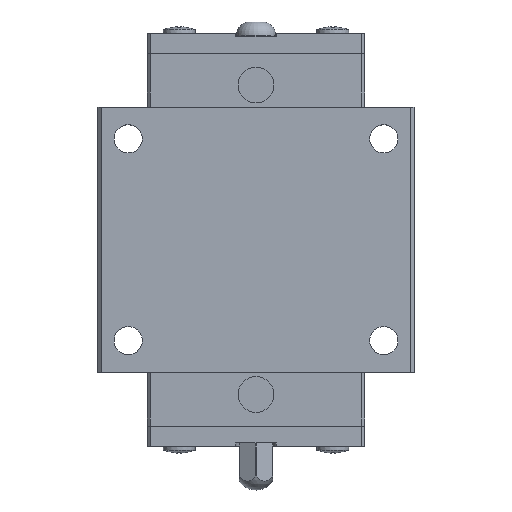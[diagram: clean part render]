
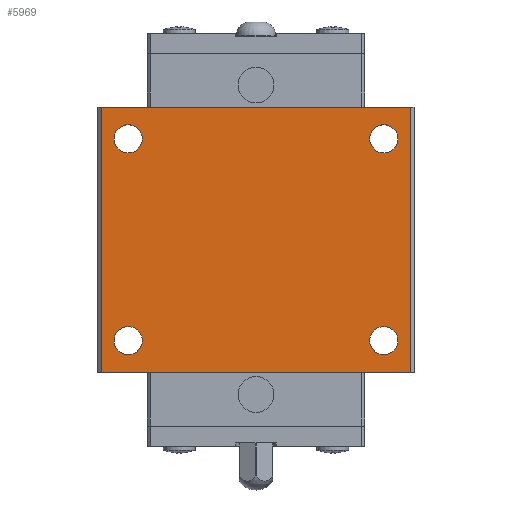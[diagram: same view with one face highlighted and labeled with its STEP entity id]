
A CAD part, top view. The second image highlights one B-rep face of the part: STEP entity #5969.
In plain terms, the highlighted planar face has unit normal (0, 0, 1).
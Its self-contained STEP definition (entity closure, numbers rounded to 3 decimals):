
#3583=VERTEX_POINT('',#10478);
#4859=VERTEX_POINT('',#11865);
#5073=EDGE_CURVE('',#5491,#6727,#12097,.T.);
#5197=VERTEX_POINT('',#12232);
#5485=VERTEX_POINT('',#12546);
#5491=VERTEX_POINT('',#12552);
#5641=EDGE_CURVE('',#5485,#5197,#12722,.T.);
#5969=ADVANCED_FACE('',(#13081,#13082,#13083,#13084,#13085),#13086,.T.);
#6011=VERTEX_POINT('',#13135);
#6043=EDGE_CURVE('',#8199,#6189,#13173,.T.);
#6155=EDGE_CURVE('',#6727,#5491,#13296,.T.);
#6189=VERTEX_POINT('',#13335);
#6299=VERTEX_POINT('',#13457);
#6727=VERTEX_POINT('',#13927);
#6813=EDGE_CURVE('',#7669,#3583,#14022,.T.);
#7305=EDGE_CURVE('',#6189,#4859,#14564,.T.);
#7519=EDGE_CURVE('',#3583,#7669,#14799,.T.);
#7569=EDGE_CURVE('',#5197,#5485,#14852,.T.);
#7669=VERTEX_POINT('',#14961);
#8191=EDGE_CURVE('',#6011,#6299,#15529,.T.);
#8199=VERTEX_POINT('',#15537);
#9373=VERTEX_POINT('',#16836);
#10031=EDGE_CURVE('',#6299,#6011,#17562,.T.);
#10067=EDGE_CURVE('',#8199,#9373,#17601,.T.);
#10211=EDGE_CURVE('',#4859,#9373,#17756,.T.);
#10478=CARTESIAN_POINT('',(21.1,45.7,24.0));
#11865=CARTESIAN_POINT('',(-23.0,11.0,24.0));
#12097=CIRCLE('',#20545,2.1);
#12232=CARTESIAN_POINT('',(16.9,15.7,24.0));
#12546=CARTESIAN_POINT('',(21.1,15.7,24.0));
#12552=CARTESIAN_POINT('',(-21.1,45.7,24.0));
#12722=CIRCLE('',#21451,2.1);
#13081=FACE_BOUND('',#21984,.T.);
#13082=FACE_BOUND('',#21985,.T.);
#13083=FACE_OUTER_BOUND('',#21986,.T.);
#13084=FACE_BOUND('',#21987,.T.);
#13085=FACE_BOUND('',#21988,.T.);
#13086=PLANE('',#21989);
#13135=CARTESIAN_POINT('',(-21.1,15.7,24.0));
#13173=LINE('',#22094,#22095);
#13296=CIRCLE('',#22275,2.1);
#13335=CARTESIAN_POINT('',(-23.0,50.4,24.0));
#13457=CARTESIAN_POINT('',(-16.9,15.7,24.0));
#13927=CARTESIAN_POINT('',(-16.9,45.7,24.0));
#14022=CIRCLE('',#23323,2.1);
#14564=LINE('',#24092,#24093);
#14799=CIRCLE('',#24439,2.1);
#14852=CIRCLE('',#24516,2.1);
#14961=CARTESIAN_POINT('',(16.9,45.7,24.0));
#15529=CIRCLE('',#25520,2.1);
#15537=CARTESIAN_POINT('',(23.0,50.4,24.0));
#16836=CARTESIAN_POINT('',(23.0,11.0,24.0));
#17562=CIRCLE('',#28422,2.1);
#17601=LINE('',#28487,#28488);
#17756=LINE('',#28728,#28729);
#20545=AXIS2_PLACEMENT_3D('',#30637,#30638,#30639);
#21451=AXIS2_PLACEMENT_3D('',#31262,#31263,#31264);
#21984=EDGE_LOOP('',(#31646,#31647));
#21985=EDGE_LOOP('',(#31648,#31649));
#21986=EDGE_LOOP('',(#31650,#31651,#31652,#31653));
#21987=EDGE_LOOP('',(#31654,#31655));
#21988=EDGE_LOOP('',(#31656,#31657));
#21989=AXIS2_PLACEMENT_3D('',#31658,#31659,#31660);
#22094=CARTESIAN_POINT('',(23.0,50.4,24.0));
#22095=VECTOR('',#31771,1.0);
#22275=AXIS2_PLACEMENT_3D('',#31906,#31907,#31908);
#23323=AXIS2_PLACEMENT_3D('',#32806,#32807,#32808);
#24092=CARTESIAN_POINT('',(-23.0,50.4,24.0));
#24093=VECTOR('',#33401,1.0);
#24439=AXIS2_PLACEMENT_3D('',#33638,#33639,#33640);
#24516=AXIS2_PLACEMENT_3D('',#33690,#33691,#33692);
#25520=AXIS2_PLACEMENT_3D('',#34360,#34361,#34362);
#28422=AXIS2_PLACEMENT_3D('',#36865,#36866,#36867);
#28487=CARTESIAN_POINT('',(23.0,50.4,24.0));
#28488=VECTOR('',#36902,1.0);
#28728=CARTESIAN_POINT('',(23.0,11.0,24.0));
#28729=VECTOR('',#37051,1.0);
#30637=CARTESIAN_POINT('',(-19.0,45.7,24.0));
#30638=DIRECTION('',(0.0,0.0,-1.0));
#30639=DIRECTION('',(1.0,0.0,0.0));
#31262=CARTESIAN_POINT('',(19.0,15.7,24.0));
#31263=DIRECTION('',(0.0,0.0,-1.0));
#31264=DIRECTION('',(1.0,0.0,0.0));
#31646=ORIENTED_EDGE('',*,*,#10031,.T.);
#31647=ORIENTED_EDGE('',*,*,#8191,.T.);
#31648=ORIENTED_EDGE('',*,*,#6155,.T.);
#31649=ORIENTED_EDGE('',*,*,#5073,.T.);
#31650=ORIENTED_EDGE('',*,*,#10211,.T.);
#31651=ORIENTED_EDGE('',*,*,#10067,.F.);
#31652=ORIENTED_EDGE('',*,*,#6043,.T.);
#31653=ORIENTED_EDGE('',*,*,#7305,.T.);
#31654=ORIENTED_EDGE('',*,*,#7519,.T.);
#31655=ORIENTED_EDGE('',*,*,#6813,.T.);
#31656=ORIENTED_EDGE('',*,*,#5641,.T.);
#31657=ORIENTED_EDGE('',*,*,#7569,.T.);
#31658=CARTESIAN_POINT('',(-23.0,50.4,24.0));
#31659=DIRECTION('',(0.0,0.0,1.0));
#31660=DIRECTION('',(-1.0,0.0,0.0));
#31771=DIRECTION('',(-1.0,0.0,0.0));
#31906=CARTESIAN_POINT('',(-19.0,45.7,24.0));
#31907=DIRECTION('',(0.0,0.0,-1.0));
#31908=DIRECTION('',(1.0,0.0,0.0));
#32806=CARTESIAN_POINT('',(19.0,45.7,24.0));
#32807=DIRECTION('',(0.0,0.0,-1.0));
#32808=DIRECTION('',(1.0,0.0,0.0));
#33401=DIRECTION('',(0.0,-1.0,0.0));
#33638=CARTESIAN_POINT('',(19.0,45.7,24.0));
#33639=DIRECTION('',(0.0,0.0,-1.0));
#33640=DIRECTION('',(1.0,0.0,0.0));
#33690=CARTESIAN_POINT('',(19.0,15.7,24.0));
#33691=DIRECTION('',(0.0,0.0,-1.0));
#33692=DIRECTION('',(1.0,0.0,0.0));
#34360=CARTESIAN_POINT('',(-19.0,15.7,24.0));
#34361=DIRECTION('',(0.0,0.0,-1.0));
#34362=DIRECTION('',(1.0,0.0,0.0));
#36865=CARTESIAN_POINT('',(-19.0,15.7,24.0));
#36866=DIRECTION('',(0.0,0.0,-1.0));
#36867=DIRECTION('',(1.0,0.0,0.0));
#36902=DIRECTION('',(0.0,-1.0,0.0));
#37051=DIRECTION('',(1.0,0.0,0.0));
